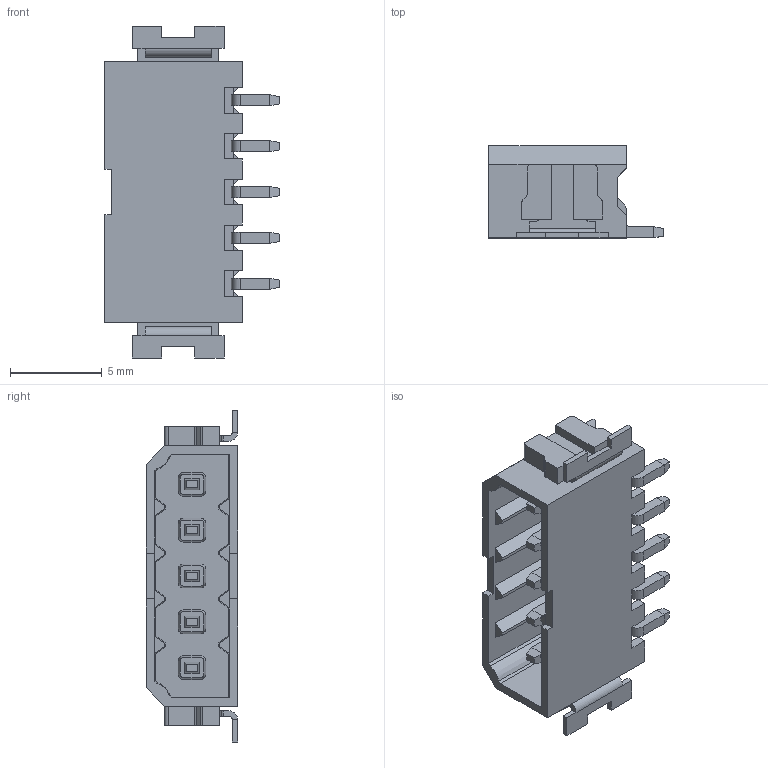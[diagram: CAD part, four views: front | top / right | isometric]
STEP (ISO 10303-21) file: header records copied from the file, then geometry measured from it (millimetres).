
FILE_DESCRIPTION(('STEP AP242'),'1');
FILE_NAME('1814948.stp','2024-09-23T03:24:18',('TraceParts'),('TraceParts S.A.'),'Spatial InterOp 3D',' ',' ');
FILE_SCHEMA(('AP242_MANAGED_MODEL_BASED_3D_ENGINEERING_MIM_LF {1 0 10303 442 1 1 4}'));
Length unit declared in the file: millimetre
Products named in the file (1): 1814948
Bounding box: 9.5 x 5 x 18.1 mm (x, y, z)
Volume: 295 mm3; surface area: 781.9 mm2
Topology: 1 solids, 1 shells, 384 faces, 1049 edges, 682 vertices
Faces by surface type: plane 323, cylinder 39, cone 22
Entity records: 15075 total; most frequent: CARTESIAN_POINT 2164, ORIENTED_EDGE 2098, DIRECTION 1937, EDGE_CURVE 1049, LINE 923, VECTOR 923, VERTEX_POINT 682, AXIS2_PLACEMENT_3D 507
